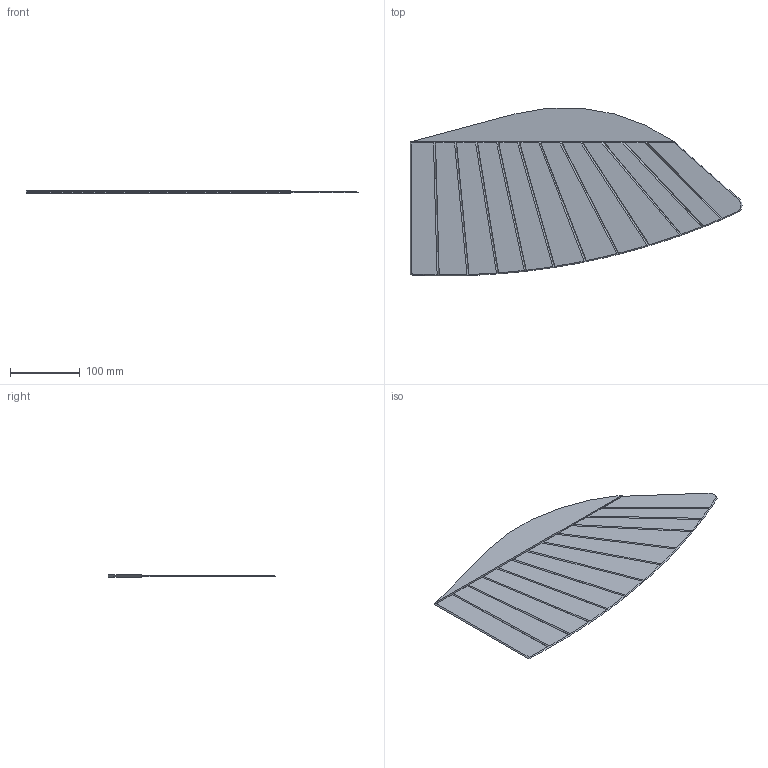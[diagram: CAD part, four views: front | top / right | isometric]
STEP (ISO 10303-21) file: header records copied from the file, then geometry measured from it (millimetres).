
FILE_DESCRIPTION(/* description */ ('','CAx-IF Rec.Pracs.---Representation and Presentation of Product Manufacturing Information (PMI)---4.0---2014-10-13'),/* implementation_level */ '2;1');
FILE_NAME(/* name */ 'Wing_Feathers only.step',/* time_stamp */ '2025-03-01T13:19:11Z',/* author */ (''),/* organization */ (''),/* preprocessor_version */ 'ST-DEVELOPER v20',/* originating_system */ 'Autodesk Translation Framework v13.20.0.188',/* authorisation */ '');
FILE_SCHEMA (('AP242_MANAGED_MODEL_BASED_3D_ENGINEERING_MIM_LF { 1 0 10303 442 1 1 4 }'));
Length unit declared in the file: millimetre
Products named in the file (1): Wing_Feathers only
Bounding box: 474.32 x 239.53 x 3 mm (x, y, z)
Volume: 139392.1 mm3; surface area: 175942.3 mm2
Topology: 13 solids, 13 shells, 80 faces, 173 edges, 119 vertices
Faces by surface type: plane 66, cone 13, cylinder 1
Entity records: 2170 total; most frequent: CARTESIAN_POINT 421, ORIENTED_EDGE 346, DIRECTION 339, EDGE_CURVE 173, LINE 121, VECTOR 121, VERTEX_POINT 119, AXIS2_PLACEMENT_3D 109
